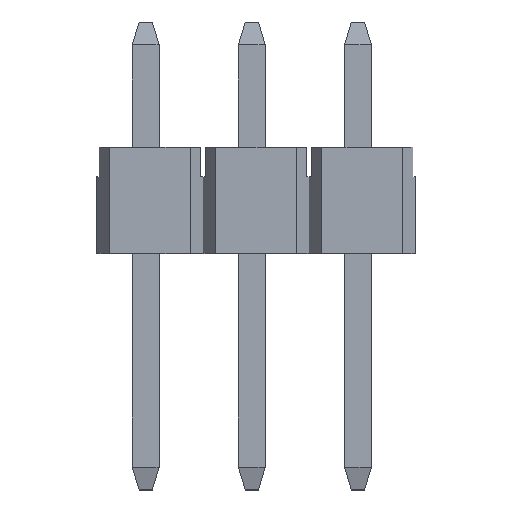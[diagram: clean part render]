
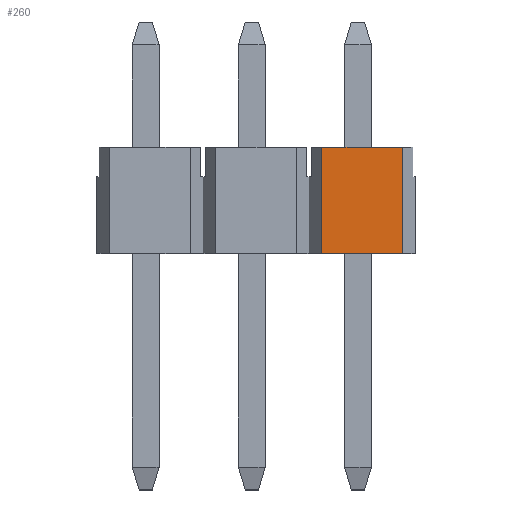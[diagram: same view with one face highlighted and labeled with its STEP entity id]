
A CAD part, top view. The second image highlights one B-rep face of the part: STEP entity #260.
In plain terms, the highlighted planar face has unit normal (0, 0, 1).
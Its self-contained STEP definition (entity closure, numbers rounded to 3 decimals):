
#260=ADVANCED_FACE('',(#530),#531,.T.);
#530=FACE_OUTER_BOUND('',#807,.T.);
#531=PLANE('',#808);
#807=EDGE_LOOP('',(#1485,#1486,#1487,#1488));
#808=AXIS2_PLACEMENT_3D('',#1489,#1490,#1491);
#1485=ORIENTED_EDGE('',*,*,#1904,.T.);
#1486=ORIENTED_EDGE('',*,*,#1865,.F.);
#1487=ORIENTED_EDGE('',*,*,#1886,.F.);
#1488=ORIENTED_EDGE('',*,*,#1870,.T.);
#1489=CARTESIAN_POINT('',(2.64,0.,1.253));
#1490=DIRECTION('',(0.0,0.,1.0));
#1491=DIRECTION('',(-1.0,-0.0,0.0));
#1865=EDGE_CURVE('',#2276,#2278,#2279,.T.);
#1870=EDGE_CURVE('',#2286,#2284,#2287,.T.);
#1886=EDGE_CURVE('',#2286,#2276,#2310,.T.);
#1904=EDGE_CURVE('',#2284,#2278,#2334,.T.);
#2276=VERTEX_POINT('',#2880);
#2278=VERTEX_POINT('',#2883);
#2279=LINE('',#2884,#2885);
#2284=VERTEX_POINT('',#2892);
#2286=VERTEX_POINT('',#2895);
#2287=LINE('',#2896,#2897);
#2310=LINE('',#2931,#2932);
#2334=LINE('',#2967,#2968);
#2880=CARTESIAN_POINT('',(3.605,0.,1.253));
#2883=CARTESIAN_POINT('',(3.605,-2.54,1.253));
#2884=CARTESIAN_POINT('',(3.605,0.,1.253));
#2885=VECTOR('',#3201,1.0);
#2892=CARTESIAN_POINT('',(1.675,-2.54,1.253));
#2895=CARTESIAN_POINT('',(1.675,0.,1.253));
#2896=CARTESIAN_POINT('',(1.675,0.,1.253));
#2897=VECTOR('',#3205,1.0);
#2931=CARTESIAN_POINT('',(1.675,0.,1.253));
#2932=VECTOR('',#3217,1.0);
#2967=CARTESIAN_POINT('',(1.675,-2.54,1.253));
#2968=VECTOR('',#3229,1.0);
#3201=DIRECTION('',(0.0,-1.0,0.));
#3205=DIRECTION('',(0.0,-1.0,0.));
#3217=DIRECTION('',(1.0,0.0,0.0));
#3229=DIRECTION('',(1.0,0.0,0.0));
